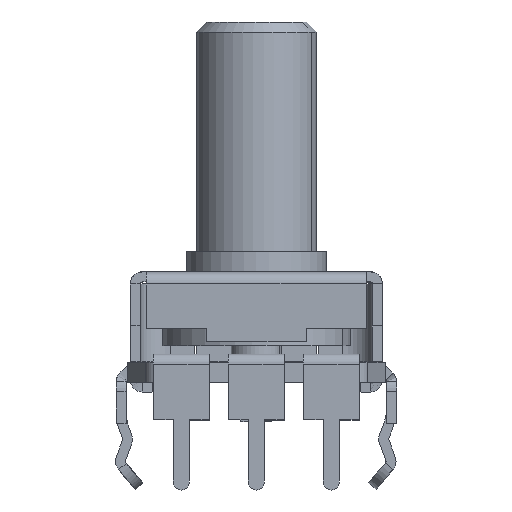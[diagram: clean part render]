
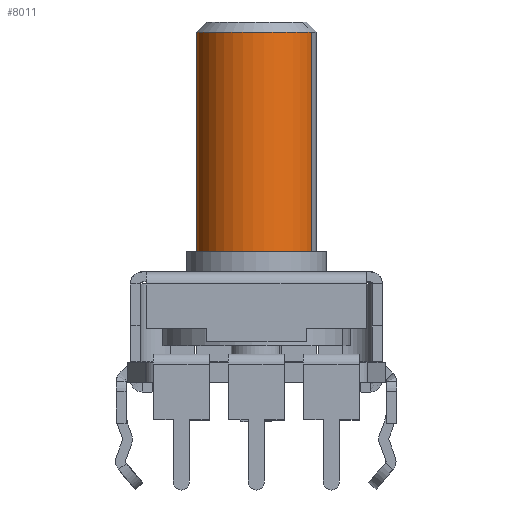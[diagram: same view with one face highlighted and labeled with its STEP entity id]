
A CAD part, front view. The second image highlights one B-rep face of the part: STEP entity #8011.
In plain terms, the highlighted cylindrical face has radius 3 mm (diameter 6 mm), a partial arc.
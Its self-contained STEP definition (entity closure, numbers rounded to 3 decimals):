
#248 = AXIS2_PLACEMENT_3D ( 'NONE', #7787, #11344, #3408 ) ;
#436 = EDGE_LOOP ( 'NONE', ( #3387, #5873, #3624, #6605 ) ) ;
#440 = VERTEX_POINT ( 'NONE', #5000 ) ;
#544 = CARTESIAN_POINT ( 'NONE',  ( 3., 0., 3. ) ) ;
#1060 = CARTESIAN_POINT ( 'NONE',  ( 3., 0., 3. ) ) ;
#1195 = VERTEX_POINT ( 'NONE', #7800 ) ;
#1471 = FACE_OUTER_BOUND ( 'NONE', #436, .T. ) ;
#1550 = EDGE_CURVE ( 'NONE', #4756, #9048, #9063, .T. ) ;
#1683 = CARTESIAN_POINT ( 'NONE',  ( 3., 0., -3. ) ) ;
#1839 = AXIS2_PLACEMENT_3D ( 'NONE', #10619, #6200, #10448 ) ;
#2417 = CARTESIAN_POINT ( 'NONE',  ( 3., 0., 0. ) ) ;
#2892 = EDGE_CURVE ( 'NONE', #1195, #9048, #4992, .T. ) ;
#3387 = ORIENTED_EDGE ( 'NONE', *, *, #1550, .F. ) ;
#3408 = DIRECTION ( 'NONE',  ( 0., 0., -1. ) ) ;
#3499 = LINE ( 'NONE', #1683, #8339 ) ;
#3624 = ORIENTED_EDGE ( 'NONE', *, *, #10254, .T. ) ;
#3788 = CIRCLE ( 'NONE', #248, 3. ) ;
#4756 = VERTEX_POINT ( 'NONE', #544 ) ;
#4992 = CIRCLE ( 'NONE', #1839, 3. ) ;
#5000 = CARTESIAN_POINT ( 'NONE',  ( 3., 0., -3. ) ) ;
#5230 = DIRECTION ( 'NONE',  ( 1., 0., 0. ) ) ;
#5528 = DIRECTION ( 'NONE',  ( 1., 0., 0. ) ) ;
#5873 = ORIENTED_EDGE ( 'NONE', *, *, #9128, .F. ) ;
#5938 = DIRECTION ( 'NONE',  ( 1., 0., 0. ) ) ;
#5968 = AXIS2_PLACEMENT_3D ( 'NONE', #2417, #5938, #9475 ) ;
#6200 = DIRECTION ( 'NONE',  ( -1., 0., 0. ) ) ;
#6605 = ORIENTED_EDGE ( 'NONE', *, *, #2892, .T. ) ;
#7787 = CARTESIAN_POINT ( 'NONE',  ( 3., 0., 0. ) ) ;
#7800 = CARTESIAN_POINT ( 'NONE',  ( 15.7, 0., -3. ) ) ;
#7949 = CARTESIAN_POINT ( 'NONE',  ( 15.7, 0., 3. ) ) ;
#8011 = ADVANCED_FACE ( 'NONE', ( #1471 ), #10352, .T. ) ;
#8339 = VECTOR ( 'NONE', #5230, 1000. ) ;
#9048 = VERTEX_POINT ( 'NONE', #7949 ) ;
#9063 = LINE ( 'NONE', #1060, #10410 ) ;
#9128 = EDGE_CURVE ( 'NONE', #440, #4756, #3788, .T. ) ;
#9475 = DIRECTION ( 'NONE',  ( 0., 0., -1. ) ) ;
#10254 = EDGE_CURVE ( 'NONE', #440, #1195, #3499, .T. ) ;
#10352 = CYLINDRICAL_SURFACE ( 'NONE', #5968, 3. ) ;
#10410 = VECTOR ( 'NONE', #5528, 1000. ) ;
#10448 = DIRECTION ( 'NONE',  ( 0., 0., -1. ) ) ;
#10619 = CARTESIAN_POINT ( 'NONE',  ( 15.7, 0., 0. ) ) ;
#11344 = DIRECTION ( 'NONE',  ( -1., 0., 0. ) ) ;
